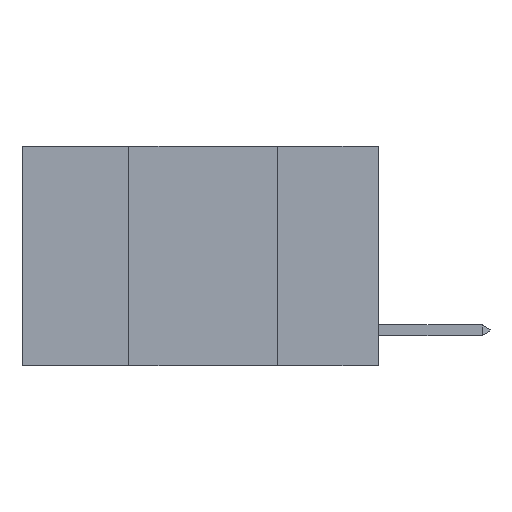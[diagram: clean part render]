
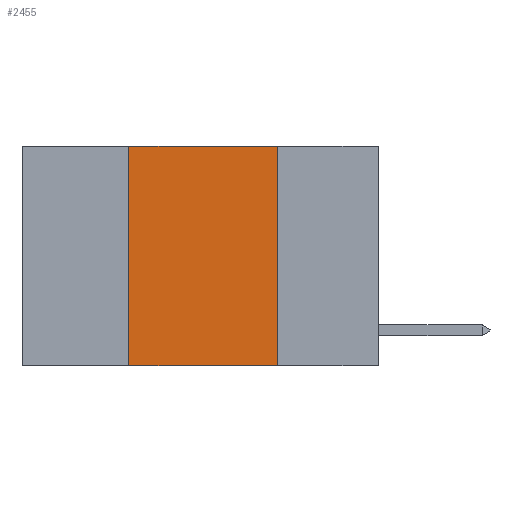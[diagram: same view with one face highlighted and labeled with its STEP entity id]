
A CAD part, left-side view. The second image highlights one B-rep face of the part: STEP entity #2455.
In plain terms, the highlighted planar face has unit normal (-1, 0, 0).
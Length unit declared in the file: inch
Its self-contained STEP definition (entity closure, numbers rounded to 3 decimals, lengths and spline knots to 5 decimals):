
#734 = LINE ( 'NONE', #16567, #23739 ) ;
#1384 = ORIENTED_EDGE ( 'NONE', *, *, #7776, .F. ) ;
#2455 = ADVANCED_FACE ( 'NONE', ( #19601 ), #7965, .F. ) ;
#3789 = DIRECTION ( 'NONE',  ( 0., 0., -1. ) ) ;
#4122 = EDGE_CURVE ( 'NONE', #14088, #5278, #22344, .T. ) ;
#4758 = VERTEX_POINT ( 'NONE', #22413 ) ;
#5278 = VERTEX_POINT ( 'NONE', #13167 ) ;
#6099 = CARTESIAN_POINT ( 'NONE',  ( 0., 0.6, 0. ) ) ;
#6328 = ORIENTED_EDGE ( 'NONE', *, *, #7049, .F. ) ;
#7049 = EDGE_CURVE ( 'NONE', #5278, #4758, #9840, .T. ) ;
#7549 = DIRECTION ( 'NONE',  ( 0., 0., 1. ) ) ;
#7724 = AXIS2_PLACEMENT_3D ( 'NONE', #6099, #16414, #16499 ) ;
#7776 = EDGE_CURVE ( 'NONE', #17791, #14088, #23114, .T. ) ;
#7965 = PLANE ( 'NONE',  #7724 ) ;
#8551 = ORIENTED_EDGE ( 'NONE', *, *, #22040, .T. ) ;
#9840 = LINE ( 'NONE', #11622, #11057 ) ;
#11057 = VECTOR ( 'NONE', #3789, 39.37008 ) ;
#11622 = CARTESIAN_POINT ( 'NONE',  ( 0., 0.17, 0. ) ) ;
#11889 = CARTESIAN_POINT ( 'NONE',  ( 0., 0.42, 0. ) ) ;
#12592 = VECTOR ( 'NONE', #22613, 39.37008 ) ;
#12845 = DIRECTION ( 'NONE',  ( 0., -1., 0. ) ) ;
#13167 = CARTESIAN_POINT ( 'NONE',  ( 0., 0.17, 0. ) ) ;
#14088 = VERTEX_POINT ( 'NONE', #11889 ) ;
#15708 = CARTESIAN_POINT ( 'NONE',  ( 0., 0.42, -0.37 ) ) ;
#16414 = DIRECTION ( 'NONE',  ( 1., 0., 0. ) ) ;
#16499 = DIRECTION ( 'NONE',  ( 0., 0., -1. ) ) ;
#16567 = CARTESIAN_POINT ( 'NONE',  ( 0., 0.6, -0.37 ) ) ;
#17356 = VECTOR ( 'NONE', #7549, 39.37008 ) ;
#17369 = EDGE_LOOP ( 'NONE', ( #6328, #20016, #1384, #8551 ) ) ;
#17791 = VERTEX_POINT ( 'NONE', #15708 ) ;
#19601 = FACE_OUTER_BOUND ( 'NONE', #17369, .T. ) ;
#20016 = ORIENTED_EDGE ( 'NONE', *, *, #4122, .F. ) ;
#22040 = EDGE_CURVE ( 'NONE', #17791, #4758, #734, .T. ) ;
#22344 = LINE ( 'NONE', #22534, #12592 ) ;
#22413 = CARTESIAN_POINT ( 'NONE',  ( 0., 0.17, -0.37 ) ) ;
#22534 = CARTESIAN_POINT ( 'NONE',  ( 0., 0.6, 0. ) ) ;
#22613 = DIRECTION ( 'NONE',  ( 0., -1., 0. ) ) ;
#23114 = LINE ( 'NONE', #24992, #17356 ) ;
#23739 = VECTOR ( 'NONE', #12845, 39.37008 ) ;
#24992 = CARTESIAN_POINT ( 'NONE',  ( 0., 0.42, 0. ) ) ;
